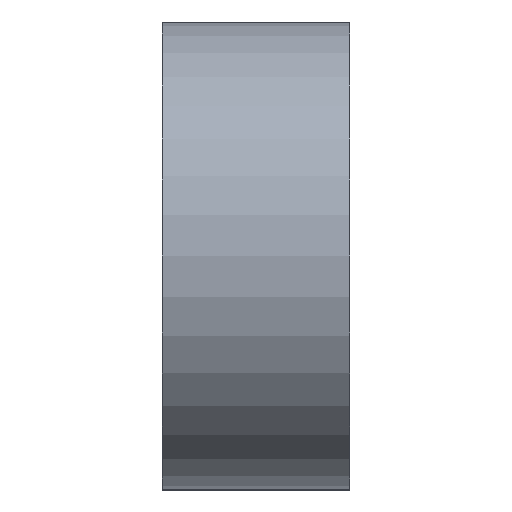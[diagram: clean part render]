
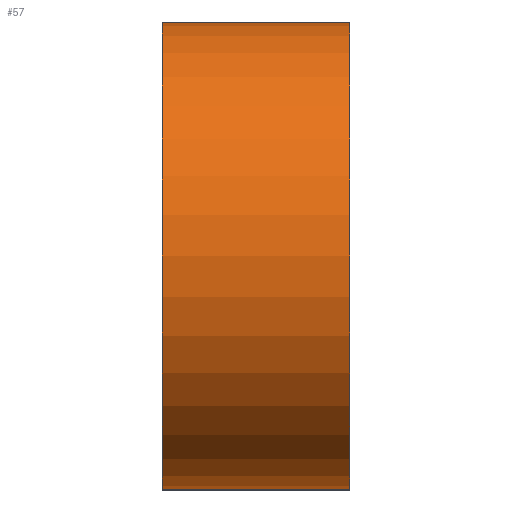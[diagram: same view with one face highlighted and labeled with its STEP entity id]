
A CAD part, left-side view. The second image highlights one B-rep face of the part: STEP entity #57.
In plain terms, the highlighted cylindrical face has radius 12.5 mm (diameter 25 mm), a partial arc.
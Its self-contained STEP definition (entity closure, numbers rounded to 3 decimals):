
#48 = ORIENTED_EDGE ( 'NONE', *, *, #1377, .F. ) ;
#57 = ADVANCED_FACE ( 'NONE', ( #1489 ), #1465, .T. ) ;
#153 = ORIENTED_EDGE ( 'NONE', *, *, #774, .T. ) ;
#166 = DIRECTION ( 'NONE',  ( 0., -1., 0. ) ) ;
#255 = VECTOR ( 'NONE', #725, 1000. ) ;
#433 = DIRECTION ( 'NONE',  ( 0., -1., 0. ) ) ;
#435 = DIRECTION ( 'NONE',  ( 0., 0., 1. ) ) ;
#498 = VERTEX_POINT ( 'NONE', #816 ) ;
#565 = CARTESIAN_POINT ( 'NONE',  ( -65., 10., -12.5 ) ) ;
#571 = CIRCLE ( 'NONE', #1578, 12.5 ) ;
#676 = CARTESIAN_POINT ( 'NONE',  ( -65., 0., 0. ) ) ;
#724 = CARTESIAN_POINT ( 'NONE',  ( -65., 10., -12.5 ) ) ;
#725 = DIRECTION ( 'NONE',  ( 0., -1., 0. ) ) ;
#727 = CARTESIAN_POINT ( 'NONE',  ( -65., 10., 0. ) ) ;
#737 = CIRCLE ( 'NONE', #873, 12.5 ) ;
#749 = DIRECTION ( 'NONE',  ( 0., 0., -1. ) ) ;
#774 = EDGE_CURVE ( 'NONE', #1694, #498, #737, .T. ) ;
#799 = VERTEX_POINT ( 'NONE', #724 ) ;
#814 = DIRECTION ( 'NONE',  ( 0., 1., 0. ) ) ;
#816 = CARTESIAN_POINT ( 'NONE',  ( -65., 0., 12.5 ) ) ;
#873 = AXIS2_PLACEMENT_3D ( 'NONE', #676, #814, #435 ) ;
#899 = EDGE_CURVE ( 'NONE', #1480, #498, #1547, .T. ) ;
#1017 = CARTESIAN_POINT ( 'NONE',  ( -65., 10., 12.5 ) ) ;
#1140 = DIRECTION ( 'NONE',  ( 0., 0., 1. ) ) ;
#1262 = EDGE_CURVE ( 'NONE', #799, #1694, #1310, .T. ) ;
#1270 = AXIS2_PLACEMENT_3D ( 'NONE', #1582, #433, #749 ) ;
#1310 = LINE ( 'NONE', #565, #1565 ) ;
#1377 = EDGE_CURVE ( 'NONE', #799, #1480, #571, .T. ) ;
#1465 = CYLINDRICAL_SURFACE ( 'NONE', #1270, 12.5 ) ;
#1480 = VERTEX_POINT ( 'NONE', #1017 ) ;
#1489 = FACE_OUTER_BOUND ( 'NONE', #1499, .T. ) ;
#1496 = ORIENTED_EDGE ( 'NONE', *, *, #899, .F. ) ;
#1499 = EDGE_LOOP ( 'NONE', ( #153, #1496, #48, #1676 ) ) ;
#1547 = LINE ( 'NONE', #1557, #255 ) ;
#1557 = CARTESIAN_POINT ( 'NONE',  ( -65., 10., 12.5 ) ) ;
#1565 = VECTOR ( 'NONE', #166, 1000. ) ;
#1578 = AXIS2_PLACEMENT_3D ( 'NONE', #727, #1700, #1140 ) ;
#1582 = CARTESIAN_POINT ( 'NONE',  ( -65., 10., 0. ) ) ;
#1676 = ORIENTED_EDGE ( 'NONE', *, *, #1262, .T. ) ;
#1694 = VERTEX_POINT ( 'NONE', #1768 ) ;
#1700 = DIRECTION ( 'NONE',  ( 0., 1., 0. ) ) ;
#1768 = CARTESIAN_POINT ( 'NONE',  ( -65., 0., -12.5 ) ) ;
